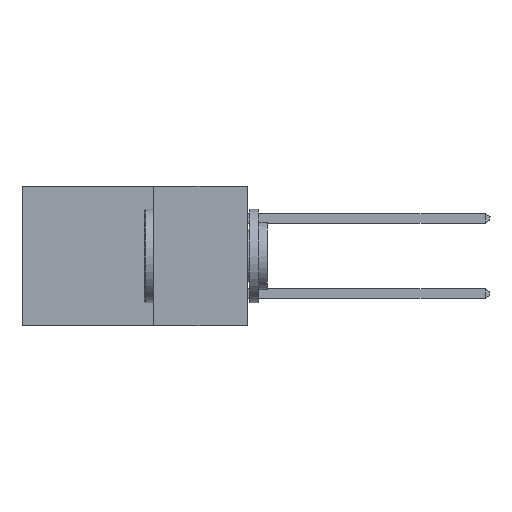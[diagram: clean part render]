
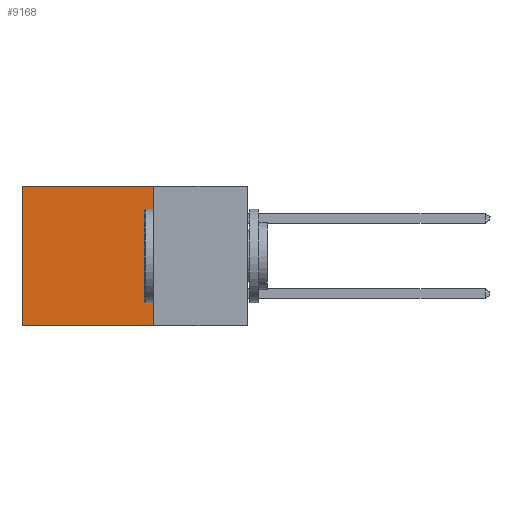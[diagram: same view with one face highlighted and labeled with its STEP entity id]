
A CAD part, left-side view. The second image highlights one B-rep face of the part: STEP entity #9168.
In plain terms, the highlighted planar face has unit normal (-1, 0, 0).
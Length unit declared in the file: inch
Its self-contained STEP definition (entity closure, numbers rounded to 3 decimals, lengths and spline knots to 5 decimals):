
#675 = DIRECTION ( 'NONE',  ( 0., 1., 0. ) ) ;
#805 = LINE ( 'NONE', #5746, #9307 ) ;
#1308 = DIRECTION ( 'NONE',  ( 0., 0., -1. ) ) ;
#1391 = VERTEX_POINT ( 'NONE', #4252 ) ;
#1607 = EDGE_CURVE ( 'NONE', #1391, #2097, #805, .T. ) ;
#2097 = VERTEX_POINT ( 'NONE', #9892 ) ;
#2378 = CARTESIAN_POINT ( 'NONE',  ( 0.2615, 0.25, -0.37 ) ) ;
#2612 = PLANE ( 'NONE',  #4731 ) ;
#2675 = FACE_OUTER_BOUND ( 'NONE', #2924, .T. ) ;
#2924 = EDGE_LOOP ( 'NONE', ( #10652, #6451, #8751, #5987 ) ) ;
#3539 = VERTEX_POINT ( 'NONE', #7970 ) ;
#4092 = LINE ( 'NONE', #6200, #4332 ) ;
#4252 = CARTESIAN_POINT ( 'NONE',  ( 0.2615, 0.25, -0.37 ) ) ;
#4332 = VECTOR ( 'NONE', #5185, 39.37008 ) ;
#4731 = AXIS2_PLACEMENT_3D ( 'NONE', #8007, #12876, #10018 ) ;
#5185 = DIRECTION ( 'NONE',  ( 0., 1., 0. ) ) ;
#5746 = CARTESIAN_POINT ( 'NONE',  ( 0.2615, 0.25, -0.37 ) ) ;
#5987 = ORIENTED_EDGE ( 'NONE', *, *, #10640, .T. ) ;
#6166 = VECTOR ( 'NONE', #9621, 39.37008 ) ;
#6200 = CARTESIAN_POINT ( 'NONE',  ( 0.2615, 0.25, 0. ) ) ;
#6451 = ORIENTED_EDGE ( 'NONE', *, *, #1607, .F. ) ;
#6457 = LINE ( 'NONE', #2378, #11983 ) ;
#7407 = CARTESIAN_POINT ( 'NONE',  ( 0.2615, 0.6, -0.37 ) ) ;
#7970 = CARTESIAN_POINT ( 'NONE',  ( 0.2615, 0.25, 0. ) ) ;
#8007 = CARTESIAN_POINT ( 'NONE',  ( 0.2615, 0.25, -0.37 ) ) ;
#8751 = ORIENTED_EDGE ( 'NONE', *, *, #11175, .F. ) ;
#9168 = ADVANCED_FACE ( 'NONE', ( #2675 ), #2612, .F. ) ;
#9307 = VECTOR ( 'NONE', #675, 39.37008 ) ;
#9621 = DIRECTION ( 'NONE',  ( 0., 0., -1. ) ) ;
#9892 = CARTESIAN_POINT ( 'NONE',  ( 0.2615, 0.6, -0.37 ) ) ;
#10018 = DIRECTION ( 'NONE',  ( 0., 0., -1. ) ) ;
#10278 = VERTEX_POINT ( 'NONE', #10715 ) ;
#10640 = EDGE_CURVE ( 'NONE', #3539, #10278, #4092, .T. ) ;
#10652 = ORIENTED_EDGE ( 'NONE', *, *, #10735, .T. ) ;
#10715 = CARTESIAN_POINT ( 'NONE',  ( 0.2615, 0.6, 0. ) ) ;
#10735 = EDGE_CURVE ( 'NONE', #10278, #2097, #11716, .T. ) ;
#11175 = EDGE_CURVE ( 'NONE', #3539, #1391, #6457, .T. ) ;
#11716 = LINE ( 'NONE', #7407, #6166 ) ;
#11983 = VECTOR ( 'NONE', #1308, 39.37008 ) ;
#12876 = DIRECTION ( 'NONE',  ( 1., 0., 0. ) ) ;
